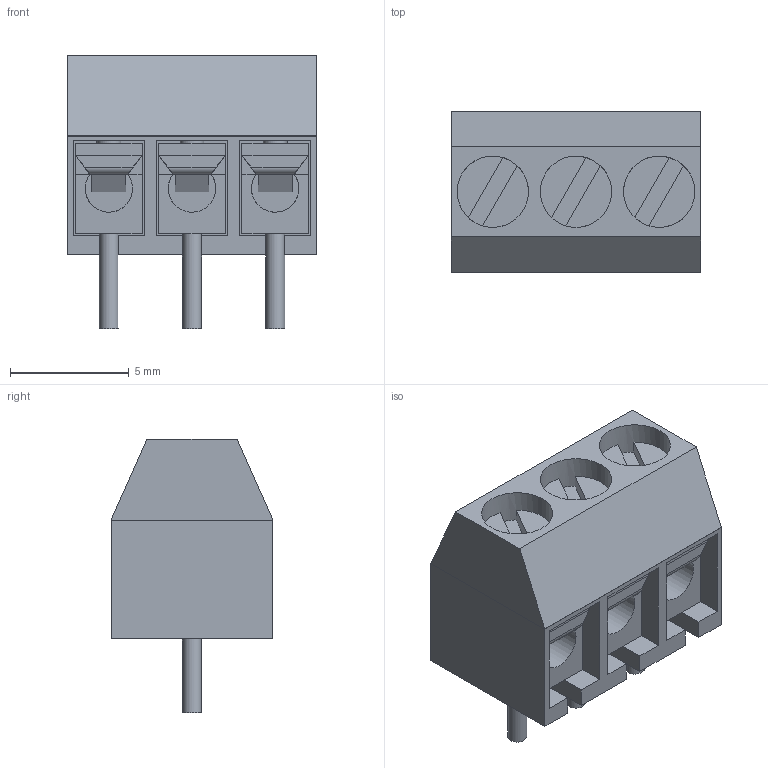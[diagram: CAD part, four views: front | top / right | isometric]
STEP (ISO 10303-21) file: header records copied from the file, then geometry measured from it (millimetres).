
FILE_DESCRIPTION(('FreeCAD Model'),'2;1');
FILE_NAME('Open CASCADE Shape Model','2022-02-22T15:17:58',('Author'),( ''),'Open CASCADE STEP processor 7.5','FreeCAD','Unknown');
FILE_SCHEMA(('AUTOMOTIVE_DESIGN { 1 0 10303 214 1 1 1 1 }'));
Length unit declared in the file: millimetre
Products named in the file (1): DG350-3.5-3P
Bounding box: 10.5 x 6.8 x 11.5 mm (x, y, z)
Volume: 405.4 mm3; surface area: 1031.8 mm2
Topology: 1 solids, 1 shells, 150 faces, 376 edges, 231 vertices
Faces by surface type: plane 129, cylinder 21
Full cylindrical faces by diameter (mm): 0.8 x3, 1 x3, 1.5 x3, 2 x3, 3 x6
Entity records: 10840 total; most frequent: CARTESIAN_POINT 2491, DIRECTION 1420, LINE 893, VECTOR 893, ORIENTED_EDGE 752, PCURVE 752, DEFINITIONAL_REPRESENTATION 752, EDGE_CURVE 376
